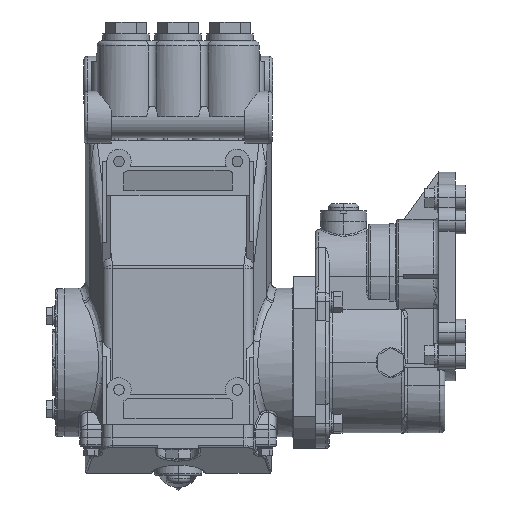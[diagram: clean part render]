
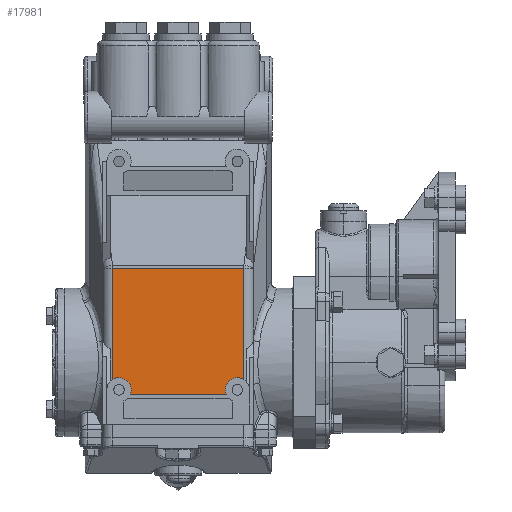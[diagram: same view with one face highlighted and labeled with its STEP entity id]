
A CAD part, front view. The second image highlights one B-rep face of the part: STEP entity #17981.
In plain terms, the highlighted planar face has unit normal (0, -1, 0).
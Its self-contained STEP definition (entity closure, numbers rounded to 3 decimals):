
#399 = VERTEX_POINT ( 'NONE', #46126 ) ;
#862 = VERTEX_POINT ( 'NONE', #46162 ) ;
#1156 = VERTEX_POINT ( 'NONE', #46277 ) ;
#1305 = VERTEX_POINT ( 'NONE', #46519 ) ;
#5895 = ORIENTED_EDGE ( 'NONE', *, *, #36353, .T. ) ;
#5900 = ORIENTED_EDGE ( 'NONE', *, *, #36996, .T. ) ;
#5908 = ORIENTED_EDGE ( 'NONE', *, *, #36325, .T. ) ;
#5963 = ORIENTED_EDGE ( 'NONE', *, *, #36206, .F. ) ;
#6046 = ORIENTED_EDGE ( 'NONE', *, *, #36640, .T. ) ;
#6050 = ORIENTED_EDGE ( 'NONE', *, *, #36274, .T. ) ;
#6058 = ORIENTED_EDGE ( 'NONE', *, *, #36345, .T. ) ;
#6062 = ORIENTED_EDGE ( 'NONE', *, *, #37011, .F. ) ;
#17981 = ADVANCED_FACE ( 'NONE', ( #32922 ), #39451, .F. ) ;
#18814 = VERTEX_POINT ( 'NONE', #53617 ) ;
#18819 = VERTEX_POINT ( 'NONE', #53622 ) ;
#18837 = VERTEX_POINT ( 'NONE', #53640 ) ;
#18900 = VERTEX_POINT ( 'NONE', #53703 ) ;
#25220 = AXIS2_PLACEMENT_3D ( 'NONE', #39460, #39461, #39462 ) ;
#32922 = FACE_OUTER_BOUND ( 'NONE', #72479, .T. ) ;
#36206 = EDGE_CURVE ( 'NONE', #18814, #862, #60577, .T. ) ;
#36274 = EDGE_CURVE ( 'NONE', #18819, #1156, #60628, .T. ) ;
#36325 = EDGE_CURVE ( 'NONE', #18814, #18837, #60674, .T. ) ;
#36345 = EDGE_CURVE ( 'NONE', #1156, #399, #60687, .T. ) ;
#36353 = EDGE_CURVE ( 'NONE', #18837, #1305, #60695, .T. ) ;
#36640 = EDGE_CURVE ( 'NONE', #18900, #18819, #60903, .T. ) ;
#36996 = EDGE_CURVE ( 'NONE', #1305, #18900, #61291, .T. ) ;
#37011 = EDGE_CURVE ( 'NONE', #862, #399, #61320, .T. ) ;
#39451 = PLANE ( 'NONE',  #25220 ) ;
#39460 = CARTESIAN_POINT ( 'NONE',  ( 206.073, -47.933, -134.939 ) ) ;
#39461 = DIRECTION ( 'NONE',  ( 0., 1., 0. ) ) ;
#39462 = DIRECTION ( 'NONE',  ( 0., 0., 1. ) ) ;
#46126 = CARTESIAN_POINT ( 'NONE',  ( 172.737, -47.933, -102.863 ) ) ;
#46162 = CARTESIAN_POINT ( 'NONE',  ( 181.054, -47.933, -90.362 ) ) ;
#46277 = CARTESIAN_POINT ( 'NONE',  ( 101.487, -47.933, -102.863 ) ) ;
#46519 = CARTESIAN_POINT ( 'NONE',  ( 88.404, -47.933, -9.024 ) ) ;
#53617 = CARTESIAN_POINT ( 'NONE',  ( 185.82, -47.933, -91.725 ) ) ;
#53622 = CARTESIAN_POINT ( 'NONE',  ( 93.17, -47.933, -90.362 ) ) ;
#53640 = CARTESIAN_POINT ( 'NONE',  ( 185.82, -47.933, -9.024 ) ) ;
#53703 = CARTESIAN_POINT ( 'NONE',  ( 88.404, -47.933, -91.725 ) ) ;
#56346 = AXIS2_PLACEMENT_3D ( 'NONE', #61639, #61641, #61643 ) ;
#56378 = AXIS2_PLACEMENT_3D ( 'NONE', #61816, #61817, #61818 ) ;
#56520 = AXIS2_PLACEMENT_3D ( 'NONE', #62479, #62480, #62481 ) ;
#56762 = AXIS2_PLACEMENT_3D ( 'NONE', #69963, #69964, #69965 ) ;
#60577 = CIRCLE ( 'NONE', #56346, 9.017 ) ;
#60628 = CIRCLE ( 'NONE', #56378, 9.017 ) ;
#60674 = LINE ( 'NONE', #61904, #60677 ) ;
#60677 = VECTOR ( 'NONE', #61905, 1000. ) ;
#60687 = LINE ( 'NONE', #61929, #60692 ) ;
#60692 = VECTOR ( 'NONE', #61924, 1000. ) ;
#60695 = LINE ( 'NONE', #61940, #60699 ) ;
#60699 = VECTOR ( 'NONE', #61941, 1000. ) ;
#60903 = CIRCLE ( 'NONE', #56520, 9.017 ) ;
#61291 = LINE ( 'NONE', #69878, #61299 ) ;
#61299 = VECTOR ( 'NONE', #69865, 1000. ) ;
#61320 = CIRCLE ( 'NONE', #56762, 9.017 ) ;
#61639 = CARTESIAN_POINT ( 'NONE',  ( 181.054, -47.933, -99.379 ) ) ;
#61641 = DIRECTION ( 'NONE',  ( 0., -1., 0. ) ) ;
#61643 = DIRECTION ( 'NONE',  ( 0., 0., 1. ) ) ;
#61816 = CARTESIAN_POINT ( 'NONE',  ( 93.17, -47.933, -99.379 ) ) ;
#61817 = DIRECTION ( 'NONE',  ( 0., 1., 0. ) ) ;
#61818 = DIRECTION ( 'NONE',  ( 0., 0., 1. ) ) ;
#61904 = CARTESIAN_POINT ( 'NONE',  ( 185.82, -47.933, -7.939 ) ) ;
#61905 = DIRECTION ( 'NONE',  ( 0., 0., 1. ) ) ;
#61924 = DIRECTION ( 'NONE',  ( 1., 0., 0. ) ) ;
#61929 = CARTESIAN_POINT ( 'NONE',  ( 206.073, -47.933, -102.863 ) ) ;
#61940 = CARTESIAN_POINT ( 'NONE',  ( 206.073, -47.933, -9.024 ) ) ;
#61941 = DIRECTION ( 'NONE',  ( -1., 0., 0. ) ) ;
#62479 = CARTESIAN_POINT ( 'NONE',  ( 93.17, -47.933, -99.379 ) ) ;
#62480 = DIRECTION ( 'NONE',  ( 0., 1., 0. ) ) ;
#62481 = DIRECTION ( 'NONE',  ( 0., 0., 1. ) ) ;
#69865 = DIRECTION ( 'NONE',  ( 0., 0., -1. ) ) ;
#69878 = CARTESIAN_POINT ( 'NONE',  ( 88.404, -47.933, -134.939 ) ) ;
#69963 = CARTESIAN_POINT ( 'NONE',  ( 181.054, -47.933, -99.379 ) ) ;
#69964 = DIRECTION ( 'NONE',  ( 0., -1., 0. ) ) ;
#69965 = DIRECTION ( 'NONE',  ( 0., 0., 1. ) ) ;
#72479 = EDGE_LOOP ( 'NONE', ( #6046, #6050, #6058, #6062, #5963, #5908, #5895, #5900 ) ) ;
